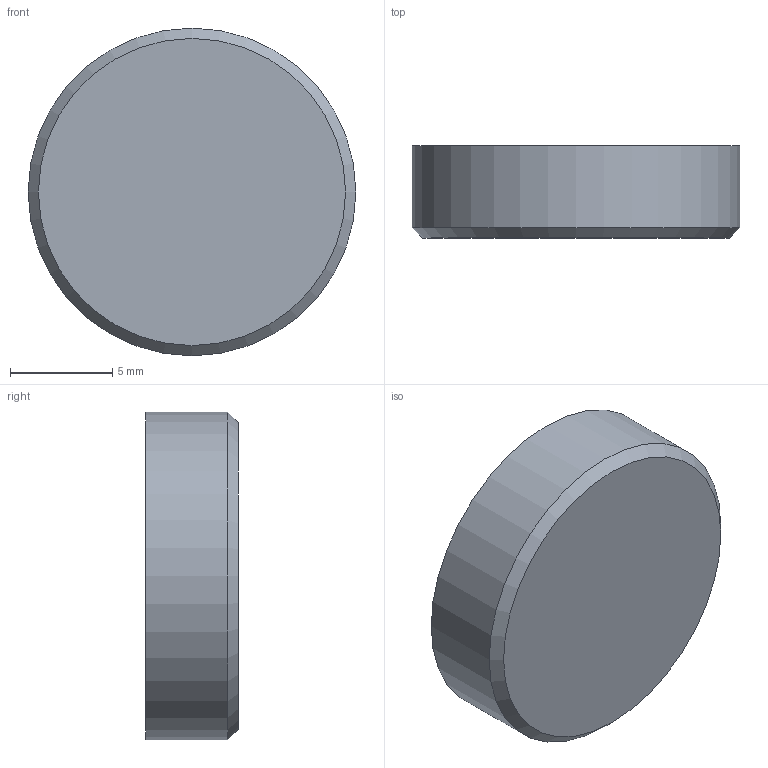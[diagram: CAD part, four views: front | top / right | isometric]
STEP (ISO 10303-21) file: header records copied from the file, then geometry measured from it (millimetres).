
FILE_DESCRIPTION(/* description */ (''),/* implementation_level */ '2;1');
FILE_NAME(/* name */ 'GM16403.stp',/* time_stamp */ '2019-09-24T14:58:16+02:00',/* author */ ('PV'),/* organization */ (''),/* preprocessor_version */ 'ST-DEVELOPER v17.2',/* originating_system */ 'Autodesk Inventor 2019',/* authorisation */ '');
FILE_SCHEMA (('AUTOMOTIVE_DESIGN { 1 0 10303 214 3 1 1 }'));
Length unit declared in the file: millimetre
Products named in the file (4): GM16403; E0120591; E0120592; E0120590
Assembly tree (3 placements, depth 2):
  GM16403
    E0120591
    E0120592
    E0120590
Bounding box: 16 x 4.5 x 16 mm (x, y, z)
Volume: 898.6 mm3; surface area: 1582.8 mm2
Topology: 3 solids, 3 shells, 14 faces, 35 edges, 27 vertices
Faces by surface type: plane 6, cylinder 5, torus 2, cone 1
Full cylindrical faces by diameter (mm): 13.8 x2, 14.4 x2, 16 x1
Entity records: 624 total; most frequent: DIRECTION 106, CARTESIAN_POINT 83, ORIENTED_EDGE 70, AXIS2_PLACEMENT_3D 50, EDGE_CURVE 35, CIRCLE 29, VERTEX_POINT 27, EDGE_LOOP 16
